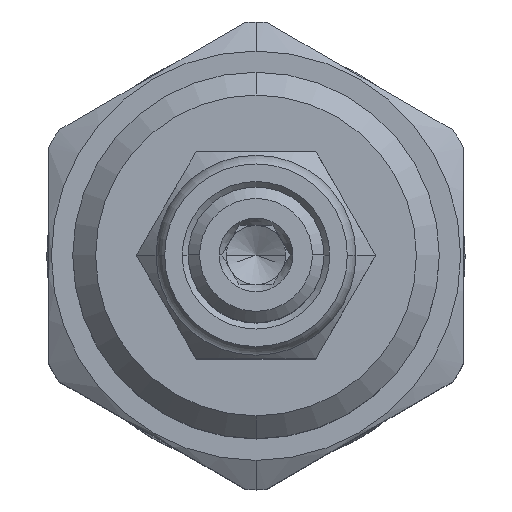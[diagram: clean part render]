
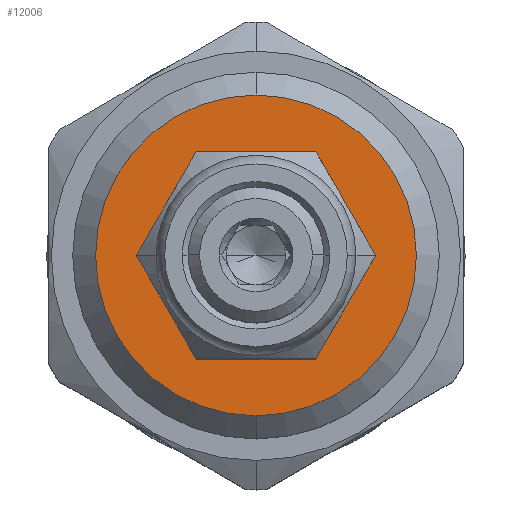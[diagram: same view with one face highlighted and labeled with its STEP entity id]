
A CAD part, top view. The second image highlights one B-rep face of the part: STEP entity #12006.
In plain terms, the highlighted planar face has unit normal (0, 0, 1).
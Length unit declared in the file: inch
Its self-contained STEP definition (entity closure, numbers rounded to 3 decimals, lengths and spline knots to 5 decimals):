
#5456=CARTESIAN_POINT('',(0.,0.,4.031));
#5457=DIRECTION('',(0.,0.,1.));
#5458=DIRECTION('',(0.,-1.,0.));
#5459=AXIS2_PLACEMENT_3D('',#5456,#5457,#5458);
#5474=CARTESIAN_POINT('',(0.,0.,4.031));
#5475=DIRECTION('',(0.,0.,1.));
#5476=DIRECTION('',(-1.,0.,0.));
#5477=AXIS2_PLACEMENT_3D('',#5474,#5475,#5476);
#5479=CARTESIAN_POINT('',(0.,0.,4.031));
#5480=DIRECTION('',(0.,0.,1.));
#5481=DIRECTION('',(1.,0.,0.));
#5482=AXIS2_PLACEMENT_3D('',#5479,#5480,#5481);
#5484=CARTESIAN_POINT('',(0.,0.,4.031));
#5485=DIRECTION('',(0.,0.,1.));
#5486=DIRECTION('',(0.,1.,0.));
#5487=AXIS2_PLACEMENT_3D('',#5484,#5485,#5486);
#7805=CARTESIAN_POINT('',(0.,0.435,4.031));
#7806=CARTESIAN_POINT('',(0.,-0.435,4.031));
#7807=VERTEX_POINT('',#7805);
#7808=VERTEX_POINT('',#7806);
#8095=CARTESIAN_POINT('',(-0.271,0.,4.031));
#8096=CARTESIAN_POINT('',(0.271,0.,4.031));
#8097=VERTEX_POINT('',#8095);
#8098=VERTEX_POINT('',#8096);
#11990=CARTESIAN_POINT('',(0.,0.,4.031));
#11991=DIRECTION('',(0.,0.,1.));
#11992=DIRECTION('',(0.,1.,0.));
#11993=AXIS2_PLACEMENT_3D('',#11990,#11991,#11992);
#11994=PLANE('',#11993);
#11995=ORIENTED_EDGE('',*,*,#11980,.F.);
#11997=ORIENTED_EDGE('',*,*,#11996,.F.);
#11998=EDGE_LOOP('',(#11995,#11997));
#11999=FACE_OUTER_BOUND('',#11998,.F.);
#12001=ORIENTED_EDGE('',*,*,#12000,.T.);
#12003=ORIENTED_EDGE('',*,*,#12002,.T.);
#12004=EDGE_LOOP('',(#12001,#12003));
#12005=FACE_BOUND('',#12004,.F.);
#12006=ADVANCED_FACE('',(#11999,#12005),#11994,.T.);
#5460=CIRCLE('',#5459,0.435);
#5478=CIRCLE('',#5477,0.271);
#5483=CIRCLE('',#5482,0.271);
#5488=CIRCLE('',#5487,0.435);
#11980=EDGE_CURVE('',#7808,#7807,#5460,.T.);
#11996=EDGE_CURVE('',#7807,#7808,#5488,.T.);
#12000=EDGE_CURVE('',#8097,#8098,#5478,.T.);
#12002=EDGE_CURVE('',#8098,#8097,#5483,.T.);
